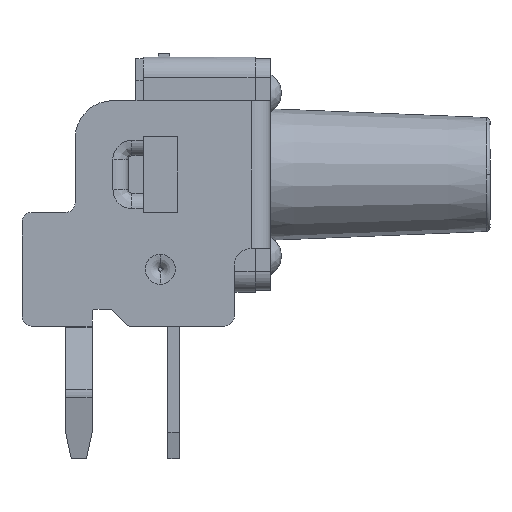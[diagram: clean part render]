
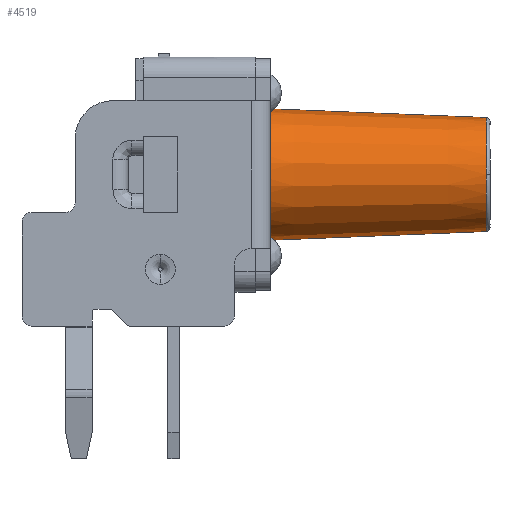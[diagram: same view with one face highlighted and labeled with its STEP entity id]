
A CAD part, left-side view. The second image highlights one B-rep face of the part: STEP entity #4519.
In plain terms, the highlighted conical face has half-angle 2.309 degrees and reference radius 1.75 mm.
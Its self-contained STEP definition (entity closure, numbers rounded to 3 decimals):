
#64 = VERTEX_POINT ( 'NONE', #2771 ) ;
#153 = DIRECTION ( 'NONE',  ( 0., 1., 0. ) ) ;
#258 = FACE_OUTER_BOUND ( 'NONE', #8941, .T. ) ;
#377 = VERTEX_POINT ( 'NONE', #1147 ) ;
#561 = ORIENTED_EDGE ( 'NONE', *, *, #8898, .F. ) ;
#755 = CARTESIAN_POINT ( 'NONE',  ( 0., -2.15, 1.75 ) ) ;
#811 = CARTESIAN_POINT ( 'NONE',  ( 0., -2.15, -1.75 ) ) ;
#876 = AXIS2_PLACEMENT_3D ( 'NONE', #2484, #8031, #7977 ) ;
#945 = ORIENTED_EDGE ( 'NONE', *, *, #964, .T. ) ;
#964 = EDGE_CURVE ( 'NONE', #64, #377, #1465, .T. ) ;
#1147 = CARTESIAN_POINT ( 'NONE',  ( 0., -8.254, 1.504 ) ) ;
#1149 = AXIS2_PLACEMENT_3D ( 'NONE', #8705, #153, #7150 ) ;
#1184 = VECTOR ( 'NONE', #8681, 1000. ) ;
#1196 = CIRCLE ( 'NONE', #876, 1.504 ) ;
#1465 = CIRCLE ( 'NONE', #5601, 1.504 ) ;
#1629 = DIRECTION ( 'NONE',  ( 0., 0., 1. ) ) ;
#1971 = CIRCLE ( 'NONE', #7765, 1.75 ) ;
#2404 = DIRECTION ( 'NONE',  ( 0., -1., 0. ) ) ;
#2418 = CARTESIAN_POINT ( 'NONE',  ( 0., -8.254, 0. ) ) ;
#2484 = CARTESIAN_POINT ( 'NONE',  ( 0., -8.254, 0. ) ) ;
#2771 = CARTESIAN_POINT ( 'NONE',  ( -1.504, -8.254, 0. ) ) ;
#3136 = LINE ( 'NONE', #755, #10159 ) ;
#3514 = EDGE_CURVE ( 'NONE', #3719, #4645, #1971, .T. ) ;
#3589 = ORIENTED_EDGE ( 'NONE', *, *, #8127, .T. ) ;
#3719 = VERTEX_POINT ( 'NONE', #5352 ) ;
#4066 = LINE ( 'NONE', #811, #1184 ) ;
#4519 = ADVANCED_FACE ( 'NONE', ( #258 ), #9089, .T. ) ;
#4588 = DIRECTION ( 'NONE',  ( 0., 0.999, 0.04 ) ) ;
#4645 = VERTEX_POINT ( 'NONE', #8283 ) ;
#4965 = DIRECTION ( 'NONE',  ( 0., 1., 0. ) ) ;
#5150 = EDGE_CURVE ( 'NONE', #377, #3719, #3136, .T. ) ;
#5352 = CARTESIAN_POINT ( 'NONE',  ( 0., -2.15, 1.75 ) ) ;
#5601 = AXIS2_PLACEMENT_3D ( 'NONE', #2418, #4965, #8114 ) ;
#6003 = VERTEX_POINT ( 'NONE', #9571 ) ;
#7150 = DIRECTION ( 'NONE',  ( 0., 0., 1. ) ) ;
#7765 = AXIS2_PLACEMENT_3D ( 'NONE', #9499, #2404, #1629 ) ;
#7977 = DIRECTION ( 'NONE',  ( -1., 0., 0. ) ) ;
#8031 = DIRECTION ( 'NONE',  ( 0., 1., 0. ) ) ;
#8114 = DIRECTION ( 'NONE',  ( -1., 0., 0. ) ) ;
#8127 = EDGE_CURVE ( 'NONE', #6003, #64, #1196, .T. ) ;
#8283 = CARTESIAN_POINT ( 'NONE',  ( 0., -2.15, -1.75 ) ) ;
#8681 = DIRECTION ( 'NONE',  ( 0., 0.999, -0.04 ) ) ;
#8705 = CARTESIAN_POINT ( 'NONE',  ( 0., -2.15, 0. ) ) ;
#8898 = EDGE_CURVE ( 'NONE', #6003, #4645, #4066, .T. ) ;
#8941 = EDGE_LOOP ( 'NONE', ( #561, #3589, #945, #9487, #9914 ) ) ;
#9089 = CONICAL_SURFACE ( 'NONE', #1149, 1.75, 0.04 ) ;
#9487 = ORIENTED_EDGE ( 'NONE', *, *, #5150, .T. ) ;
#9499 = CARTESIAN_POINT ( 'NONE',  ( 0., -2.15, 0. ) ) ;
#9571 = CARTESIAN_POINT ( 'NONE',  ( 0., -8.254, -1.504 ) ) ;
#9914 = ORIENTED_EDGE ( 'NONE', *, *, #3514, .T. ) ;
#10159 = VECTOR ( 'NONE', #4588, 1000. ) ;
